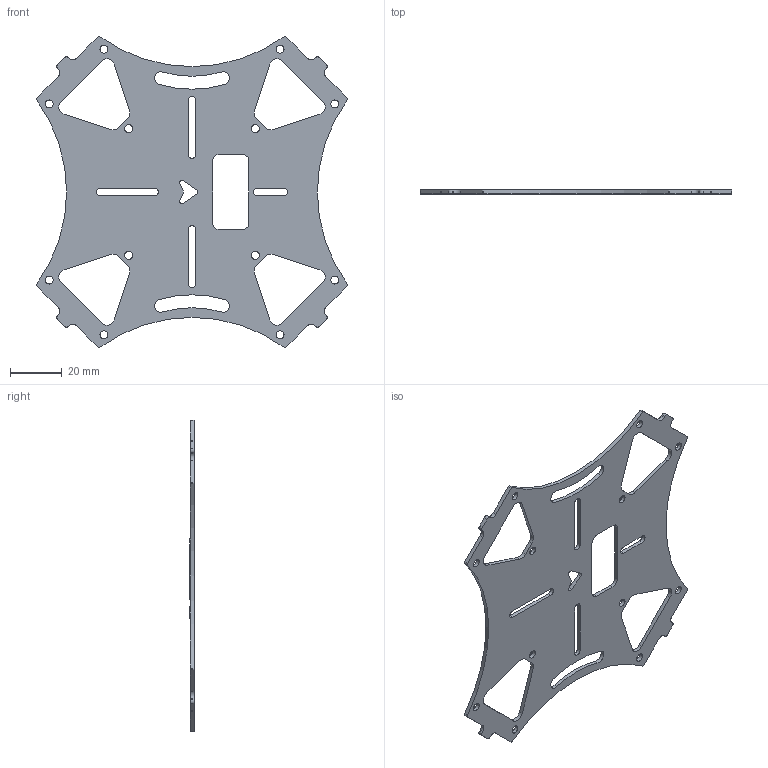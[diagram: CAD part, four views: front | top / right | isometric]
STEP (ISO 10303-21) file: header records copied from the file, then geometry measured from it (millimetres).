
FILE_DESCRIPTION((''),'2;1');
FILE_NAME('BAN-TOP-S500','2020-12-03T17:36:56',('QGLing'),(''),'CREO PARAMETRIC BY PTC INC, 2016510','CREO PARAMETRIC BY PTC INC, 2016510','');
FILE_SCHEMA(('CONFIG_CONTROL_DESIGN'));
Length unit declared in the file: millimetre
Products named in the file (1): BAN-TOP-S500
Bounding box: 120.48 x 1.6 x 120.48 mm (x, y, z)
Volume: 12442.3 mm3; surface area: 18608.2 mm2
Topology: 1 solids, 1 shells, 596 faces, 1707 edges, 1138 vertices
Faces by surface type: plane 499, cylinder 97
Entity records: 19379 total; most frequent: CARTESIAN_POINT 3441, ORIENTED_EDGE 3414, DIRECTION 3093, EDGE_CURVE 1707, VECTOR 1513, LINE 1513, VERTEX_POINT 1138, AXIS2_PLACEMENT_3D 790
